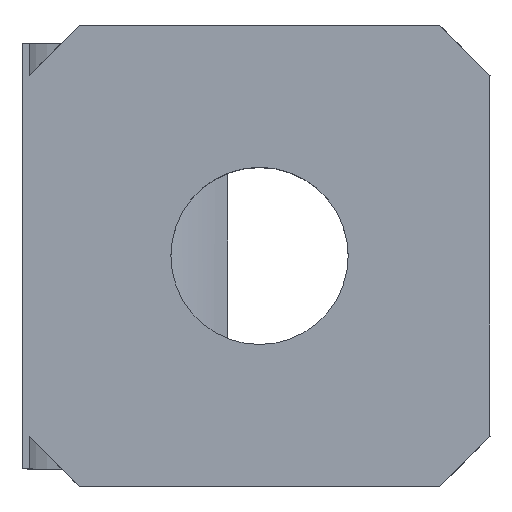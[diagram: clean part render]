
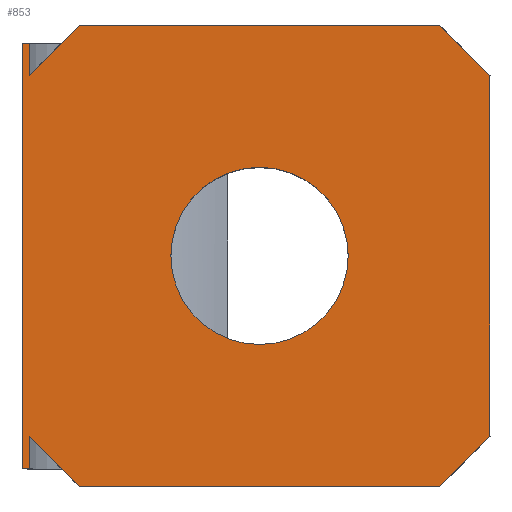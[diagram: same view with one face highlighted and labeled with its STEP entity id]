
A CAD part, top view. The second image highlights one B-rep face of the part: STEP entity #853.
In plain terms, the highlighted planar face has unit normal (0, 0, 1).
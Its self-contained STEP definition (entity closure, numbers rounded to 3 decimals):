
#18 = VECTOR ( 'NONE', #618, 1000. ) ;
#24 = DIRECTION ( 'NONE',  ( 0.707, -0.707, 0. ) ) ;
#29 = VECTOR ( 'NONE', #354, 1000. ) ;
#34 = CARTESIAN_POINT ( 'NONE',  ( -6.5, 6., 0. ) ) ;
#67 = DIRECTION ( 'NONE',  ( 0., 1., 0. ) ) ;
#71 = ORIENTED_EDGE ( 'NONE', *, *, #179, .F. ) ;
#72 = CARTESIAN_POINT ( 'NONE',  ( 5.086, 6.5, 0. ) ) ;
#74 = VERTEX_POINT ( 'NONE', #396 ) ;
#83 = VECTOR ( 'NONE', #432, 1000. ) ;
#91 = CARTESIAN_POINT ( 'NONE',  ( 0., 6.5, 0. ) ) ;
#114 = EDGE_CURVE ( 'NONE', #720, #74, #384, .T. ) ;
#119 = AXIS2_PLACEMENT_3D ( 'NONE', #361, #491, #290 ) ;
#127 = CARTESIAN_POINT ( 'NONE',  ( -6.5, 0., 0. ) ) ;
#135 = ORIENTED_EDGE ( 'NONE', *, *, #246, .T. ) ;
#142 = CARTESIAN_POINT ( 'NONE',  ( -5.086, 6.5, 0. ) ) ;
#143 = LINE ( 'NONE', #760, #498 ) ;
#146 = ORIENTED_EDGE ( 'NONE', *, *, #409, .T. ) ;
#154 = PLANE ( 'NONE',  #119 ) ;
#179 = EDGE_CURVE ( 'NONE', #288, #474, #329, .T. ) ;
#189 = ORIENTED_EDGE ( 'NONE', *, *, #702, .T. ) ;
#209 = VECTOR ( 'NONE', #343, 1000. ) ;
#229 = EDGE_LOOP ( 'NONE', ( #464, #393, #135, #146, #878, #845, #71, #744, #820, #386, #417, #189 ) ) ;
#237 = DIRECTION ( 'NONE',  ( 1., 0., 0. ) ) ;
#241 = VERTEX_POINT ( 'NONE', #360 ) ;
#246 = EDGE_CURVE ( 'NONE', #241, #353, #350, .T. ) ;
#248 = VERTEX_POINT ( 'NONE', #268 ) ;
#249 = ORIENTED_EDGE ( 'NONE', *, *, #479, .T. ) ;
#251 = CARTESIAN_POINT ( 'NONE',  ( 0., 0., 0. ) ) ;
#254 = LINE ( 'NONE', #480, #775 ) ;
#268 = CARTESIAN_POINT ( 'NONE',  ( -6.5, -6., 0. ) ) ;
#270 = EDGE_CURVE ( 'NONE', #474, #430, #143, .T. ) ;
#272 = CARTESIAN_POINT ( 'NONE',  ( -2.5, 0., 0. ) ) ;
#288 = VERTEX_POINT ( 'NONE', #551 ) ;
#290 = DIRECTION ( 'NONE',  ( 1., 0., 0. ) ) ;
#300 = CARTESIAN_POINT ( 'NONE',  ( -5.222, -6., 0. ) ) ;
#309 = FACE_OUTER_BOUND ( 'NONE', #229, .T. ) ;
#317 = EDGE_CURVE ( 'NONE', #647, #447, #508, .T. ) ;
#318 = VECTOR ( 'NONE', #24, 1000. ) ;
#326 = DIRECTION ( 'NONE',  ( 0., -1., 0. ) ) ;
#329 = LINE ( 'NONE', #408, #765 ) ;
#336 = LINE ( 'NONE', #436, #318 ) ;
#337 = CARTESIAN_POINT ( 'NONE',  ( 6.5, 5.086, 0. ) ) ;
#341 = CARTESIAN_POINT ( 'NONE',  ( 0., -6.5, 0. ) ) ;
#343 = DIRECTION ( 'NONE',  ( -0.707, -0.707, 0. ) ) ;
#348 = VECTOR ( 'NONE', #326, 1000. ) ;
#350 = LINE ( 'NONE', #337, #461 ) ;
#353 = VERTEX_POINT ( 'NONE', #72 ) ;
#354 = DIRECTION ( 'NONE',  ( 0., -1., 0. ) ) ;
#357 = DIRECTION ( 'NONE',  ( -0.707, 0.707, 0. ) ) ;
#360 = CARTESIAN_POINT ( 'NONE',  ( 6.5, 5.086, 0. ) ) ;
#361 = CARTESIAN_POINT ( 'NONE',  ( 0., 0., 0. ) ) ;
#377 = CIRCLE ( 'NONE', #793, 2.5 ) ;
#384 = CIRCLE ( 'NONE', #528, 2.5 ) ;
#386 = ORIENTED_EDGE ( 'NONE', *, *, #569, .F. ) ;
#389 = EDGE_CURVE ( 'NONE', #570, #248, #659, .T. ) ;
#390 = LINE ( 'NONE', #127, #348 ) ;
#393 = ORIENTED_EDGE ( 'NONE', *, *, #706, .T. ) ;
#394 = VERTEX_POINT ( 'NONE', #440 ) ;
#396 = CARTESIAN_POINT ( 'NONE',  ( 2.5, 0., 0. ) ) ;
#408 = CARTESIAN_POINT ( 'NONE',  ( -5.222, 6., 0. ) ) ;
#409 = EDGE_CURVE ( 'NONE', #353, #674, #514, .T. ) ;
#417 = ORIENTED_EDGE ( 'NONE', *, *, #429, .T. ) ;
#421 = DIRECTION ( 'NONE',  ( 1., 0., 0. ) ) ;
#429 = EDGE_CURVE ( 'NONE', #394, #672, #336, .T. ) ;
#430 = VERTEX_POINT ( 'NONE', #503 ) ;
#432 = DIRECTION ( 'NONE',  ( -1., 0., 0. ) ) ;
#436 = CARTESIAN_POINT ( 'NONE',  ( -6.5, -5.086, 0. ) ) ;
#437 = LINE ( 'NONE', #341, #543 ) ;
#440 = CARTESIAN_POINT ( 'NONE',  ( -6.5, -5.086, 0. ) ) ;
#445 = LINE ( 'NONE', #142, #209 ) ;
#447 = VERTEX_POINT ( 'NONE', #772 ) ;
#461 = VECTOR ( 'NONE', #357, 1000. ) ;
#464 = ORIENTED_EDGE ( 'NONE', *, *, #317, .T. ) ;
#466 = CARTESIAN_POINT ( 'NONE',  ( -6.7, -6., 0. ) ) ;
#474 = VERTEX_POINT ( 'NONE', #34 ) ;
#479 = EDGE_CURVE ( 'NONE', #74, #720, #377, .T. ) ;
#480 = CARTESIAN_POINT ( 'NONE',  ( 6.5, 0., 0. ) ) ;
#483 = FACE_BOUND ( 'NONE', #712, .T. ) ;
#487 = VECTOR ( 'NONE', #237, 1000. ) ;
#491 = DIRECTION ( 'NONE',  ( 0., 0., 1. ) ) ;
#498 = VECTOR ( 'NONE', #833, 1000. ) ;
#503 = CARTESIAN_POINT ( 'NONE',  ( -6.5, 5.086, 0. ) ) ;
#508 = LINE ( 'NONE', #824, #18 ) ;
#514 = LINE ( 'NONE', #91, #83 ) ;
#528 = AXIS2_PLACEMENT_3D ( 'NONE', #251, #721, #792 ) ;
#536 = CARTESIAN_POINT ( 'NONE',  ( -5.086, 6.5, 0. ) ) ;
#540 = CARTESIAN_POINT ( 'NONE',  ( -5.086, -6.5, 0. ) ) ;
#543 = VECTOR ( 'NONE', #421, 1000. ) ;
#546 = ORIENTED_EDGE ( 'NONE', *, *, #114, .T. ) ;
#551 = CARTESIAN_POINT ( 'NONE',  ( -6.7, 6., 0. ) ) ;
#569 = EDGE_CURVE ( 'NONE', #394, #248, #390, .T. ) ;
#570 = VERTEX_POINT ( 'NONE', #466 ) ;
#575 = DIRECTION ( 'NONE',  ( -1., 0., 0. ) ) ;
#576 = LINE ( 'NONE', #679, #29 ) ;
#618 = DIRECTION ( 'NONE',  ( 0.707, 0.707, 0. ) ) ;
#644 = DIRECTION ( 'NONE',  ( 0., 0., -1. ) ) ;
#647 = VERTEX_POINT ( 'NONE', #758 ) ;
#659 = LINE ( 'NONE', #300, #487 ) ;
#672 = VERTEX_POINT ( 'NONE', #540 ) ;
#674 = VERTEX_POINT ( 'NONE', #536 ) ;
#675 = EDGE_CURVE ( 'NONE', #288, #570, #576, .T. ) ;
#679 = CARTESIAN_POINT ( 'NONE',  ( -6.7, 0., 0. ) ) ;
#702 = EDGE_CURVE ( 'NONE', #672, #647, #437, .T. ) ;
#706 = EDGE_CURVE ( 'NONE', #447, #241, #254, .T. ) ;
#712 = EDGE_LOOP ( 'NONE', ( #546, #249 ) ) ;
#720 = VERTEX_POINT ( 'NONE', #272 ) ;
#721 = DIRECTION ( 'NONE',  ( 0., 0., -1. ) ) ;
#743 = EDGE_CURVE ( 'NONE', #674, #430, #445, .T. ) ;
#744 = ORIENTED_EDGE ( 'NONE', *, *, #675, .T. ) ;
#758 = CARTESIAN_POINT ( 'NONE',  ( 5.086, -6.5, 0. ) ) ;
#760 = CARTESIAN_POINT ( 'NONE',  ( -6.5, 0., 0. ) ) ;
#765 = VECTOR ( 'NONE', #879, 1000. ) ;
#772 = CARTESIAN_POINT ( 'NONE',  ( 6.5, -5.086, 0. ) ) ;
#775 = VECTOR ( 'NONE', #67, 1000. ) ;
#792 = DIRECTION ( 'NONE',  ( -1., 0., 0. ) ) ;
#793 = AXIS2_PLACEMENT_3D ( 'NONE', #861, #644, #575 ) ;
#820 = ORIENTED_EDGE ( 'NONE', *, *, #389, .T. ) ;
#824 = CARTESIAN_POINT ( 'NONE',  ( 5.086, -6.5, 0. ) ) ;
#833 = DIRECTION ( 'NONE',  ( 0., -1., 0. ) ) ;
#845 = ORIENTED_EDGE ( 'NONE', *, *, #270, .F. ) ;
#853 = ADVANCED_FACE ( 'NONE', ( #483, #309 ), #154, .T. ) ;
#861 = CARTESIAN_POINT ( 'NONE',  ( 0., 0., 0. ) ) ;
#878 = ORIENTED_EDGE ( 'NONE', *, *, #743, .T. ) ;
#879 = DIRECTION ( 'NONE',  ( 1., 0., 0. ) ) ;
